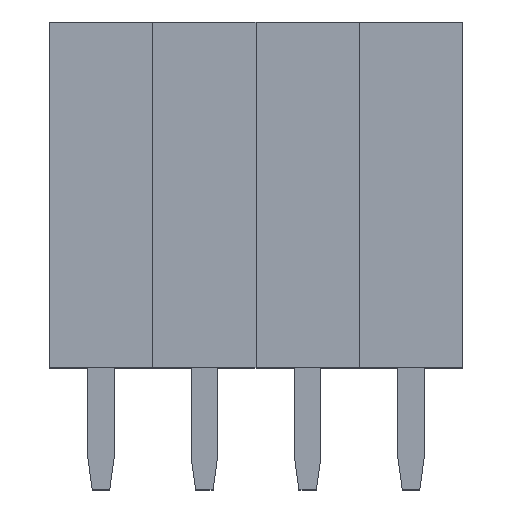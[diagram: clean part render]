
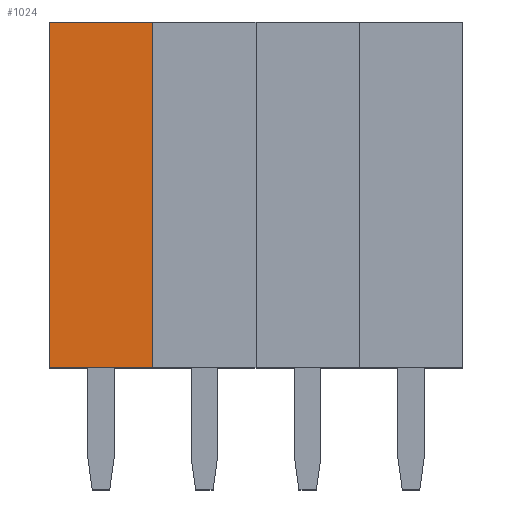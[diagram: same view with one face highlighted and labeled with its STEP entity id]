
A CAD part, top view. The second image highlights one B-rep face of the part: STEP entity #1024.
In plain terms, the highlighted planar face has unit normal (0, 0, 1).
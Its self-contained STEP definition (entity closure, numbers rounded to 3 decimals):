
#34 = DIRECTION ( 'NONE',  ( 0., -1., 0. ) ) ;
#35 = EDGE_CURVE ( 'NONE', #376, #2280, #1518, .T. ) ;
#45 = LINE ( 'NONE', #2117, #1933 ) ;
#121 = CARTESIAN_POINT ( 'NONE',  ( -1.27, 8.5, 1.27 ) ) ;
#206 = VECTOR ( 'NONE', #2182, 1000. ) ;
#293 = VERTEX_POINT ( 'NONE', #2099 ) ;
#320 = ORIENTED_EDGE ( 'NONE', *, *, #727, .F. ) ;
#357 = EDGE_CURVE ( 'NONE', #1438, #293, #45, .T. ) ;
#376 = VERTEX_POINT ( 'NONE', #684 ) ;
#684 = CARTESIAN_POINT ( 'NONE',  ( 1.27, 0., 1.27 ) ) ;
#722 = ORIENTED_EDGE ( 'NONE', *, *, #1122, .F. ) ;
#727 = EDGE_CURVE ( 'NONE', #2280, #1438, #1228, .T. ) ;
#857 = ORIENTED_EDGE ( 'NONE', *, *, #35, .F. ) ;
#871 = FACE_OUTER_BOUND ( 'NONE', #1166, .T. ) ;
#1024 = ADVANCED_FACE ( 'NONE', ( #871 ), #2140, .F. ) ;
#1025 = DIRECTION ( 'NONE',  ( 0., 1., 0. ) ) ;
#1082 = DIRECTION ( 'NONE',  ( 0., 0., -1. ) ) ;
#1122 = EDGE_CURVE ( 'NONE', #293, #376, #1623, .T. ) ;
#1166 = EDGE_LOOP ( 'NONE', ( #2176, #320, #857, #722 ) ) ;
#1228 = LINE ( 'NONE', #121, #1251 ) ;
#1251 = VECTOR ( 'NONE', #1025, 1000. ) ;
#1438 = VERTEX_POINT ( 'NONE', #1638 ) ;
#1503 = CARTESIAN_POINT ( 'NONE',  ( 1.27, 0., 1.27 ) ) ;
#1518 = LINE ( 'NONE', #1503, #206 ) ;
#1623 = LINE ( 'NONE', #1828, #1940 ) ;
#1638 = CARTESIAN_POINT ( 'NONE',  ( -1.27, 8.5, 1.27 ) ) ;
#1642 = CARTESIAN_POINT ( 'NONE',  ( 1.27, 8.5, 1.27 ) ) ;
#1797 = AXIS2_PLACEMENT_3D ( 'NONE', #1642, #1082, #1813 ) ;
#1813 = DIRECTION ( 'NONE',  ( -1., 0., 0. ) ) ;
#1828 = CARTESIAN_POINT ( 'NONE',  ( 1.27, 8.5, 1.27 ) ) ;
#1933 = VECTOR ( 'NONE', #2273, 1000. ) ;
#1940 = VECTOR ( 'NONE', #34, 1000. ) ;
#2027 = CARTESIAN_POINT ( 'NONE',  ( -1.27, 0., 1.27 ) ) ;
#2099 = CARTESIAN_POINT ( 'NONE',  ( 1.27, 8.5, 1.27 ) ) ;
#2117 = CARTESIAN_POINT ( 'NONE',  ( 1.27, 8.5, 1.27 ) ) ;
#2140 = PLANE ( 'NONE',  #1797 ) ;
#2176 = ORIENTED_EDGE ( 'NONE', *, *, #357, .F. ) ;
#2182 = DIRECTION ( 'NONE',  ( -1., 0., 0. ) ) ;
#2273 = DIRECTION ( 'NONE',  ( 1., 0., 0. ) ) ;
#2280 = VERTEX_POINT ( 'NONE', #2027 ) ;
